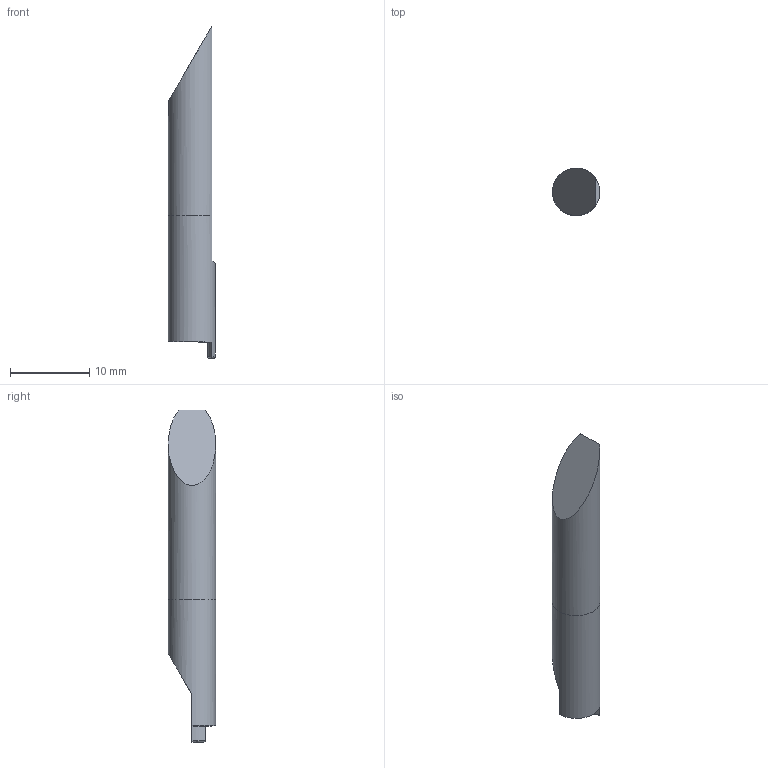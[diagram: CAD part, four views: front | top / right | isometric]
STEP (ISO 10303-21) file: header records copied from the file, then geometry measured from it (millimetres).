
FILE_DESCRIPTION(/* description */ (''),/* implementation_level */ '2;1');
FILE_NAME(/* name */ 'AFG0629101582.stp',/* time_stamp */ '2017-10-27T11:34:27+05:00',/* author */ (''),/* organization */ (''),/* preprocessor_version */ 'ST-DEVELOPER v16',/* originating_system */ 'SIEMENS PLM Software NX 11.0',/* authorisation */ '');
FILE_SCHEMA (('AUTOMOTIVE_DESIGN { 1 0 10303 214 3 1 1 1 }'));
Length unit declared in the file: millimetre
Products named in the file (1): AFG0629101582
Bounding box: 5.95 x 6 x 42 mm (x, y, z)
Volume: 887.8 mm3; surface area: 778.5 mm2
Topology: 2 solids, 2 shells, 19 faces, 43 edges, 28 vertices
Faces by surface type: plane 12, cylinder 4, torus 2, cone 1
Entity records: 737 total; most frequent: CARTESIAN_POINT 249, DIRECTION 94, ORIENTED_EDGE 86, EDGE_CURVE 43, AXIS2_PLACEMENT_3D 34, VERTEX_POINT 28, LINE 26, VECTOR 26
